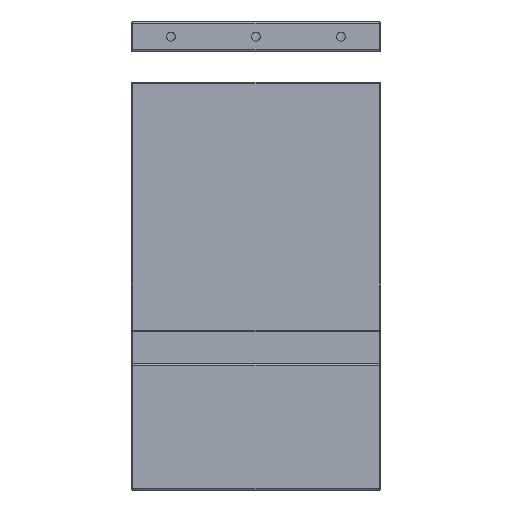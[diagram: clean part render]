
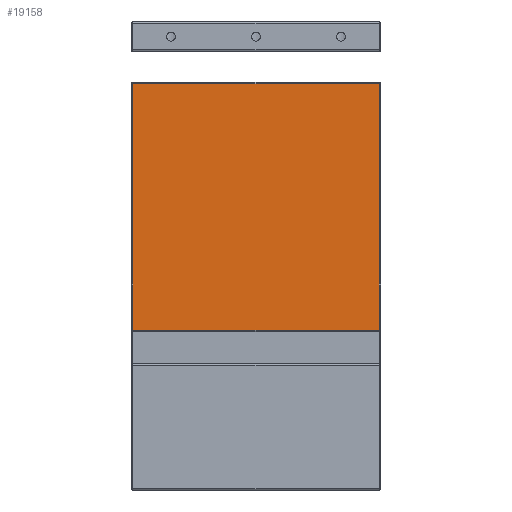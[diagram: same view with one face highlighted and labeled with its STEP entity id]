
A CAD part, front view. The second image highlights one B-rep face of the part: STEP entity #19158.
In plain terms, the highlighted planar face has unit normal (0, -1, 0).
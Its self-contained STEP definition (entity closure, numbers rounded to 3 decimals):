
#17908 = CYLINDRICAL_SURFACE('',#17909,0.5);
#17909 = AXIS2_PLACEMENT_3D('',#17910,#17911,#17912);
#17910 = CARTESIAN_POINT('',(-37.5,-74.5,42.));
#17911 = DIRECTION('',(1.,0.,0.));
#17912 = DIRECTION('',(0.,0.,1.));
#18299 = VERTEX_POINT('',#18300);
#18300 = CARTESIAN_POINT('',(-37.,-75.,42.));
#18320 = EDGE_CURVE('',#18299,#18321,#18323,.T.);
#18321 = VERTEX_POINT('',#18322);
#18322 = CARTESIAN_POINT('',(47.,-75.,42.));
#18323 = SURFACE_CURVE('',#18324,(#18328,#18334),.PCURVE_S1.);
#18324 = LINE('',#18325,#18326);
#18325 = CARTESIAN_POINT('',(-37.5,-75.,42.));
#18326 = VECTOR('',#18327,1.);
#18327 = DIRECTION('',(1.,0.,0.));
#18328 = PCURVE('',#17908,#18329);
#18329 = DEFINITIONAL_REPRESENTATION('',(#18330),#18333);
#18330 = B_SPLINE_CURVE_WITH_KNOTS('',1,(#18331,#18332),.UNSPECIFIED.,
  .F.,.F.,(2,2),(0.5,84.5),.PIECEWISE_BEZIER_KNOTS.);
#18331 = CARTESIAN_POINT('',(1.571,0.5));
#18332 = CARTESIAN_POINT('',(1.571,84.5));
#18333 = ( GEOMETRIC_REPRESENTATION_CONTEXT(2) 
PARAMETRIC_REPRESENTATION_CONTEXT() REPRESENTATION_CONTEXT('2D SPACE',''
  ) );
#18334 = PCURVE('',#18335,#18340);
#18335 = PLANE('',#18336);
#18336 = AXIS2_PLACEMENT_3D('',#18337,#18338,#18339);
#18337 = CARTESIAN_POINT('',(5.,-75.,0.));
#18338 = DIRECTION('',(0.,1.,0.));
#18339 = DIRECTION('',(0.,0.,1.));
#18340 = DEFINITIONAL_REPRESENTATION('',(#18341),#18345);
#18341 = LINE('',#18342,#18343);
#18342 = CARTESIAN_POINT('',(42.,-42.5));
#18343 = VECTOR('',#18344,1.);
#18344 = DIRECTION('',(0.,1.));
#18345 = ( GEOMETRIC_REPRESENTATION_CONTEXT(2) 
PARAMETRIC_REPRESENTATION_CONTEXT() REPRESENTATION_CONTEXT('2D SPACE',''
  ) );
#18764 = CYLINDRICAL_SURFACE('',#18765,0.5);
#18765 = AXIS2_PLACEMENT_3D('',#18766,#18767,#18768);
#18766 = CARTESIAN_POINT('',(-37.,-74.5,-42.5));
#18767 = DIRECTION('',(0.,0.,1.));
#18768 = DIRECTION('',(-1.,0.,0.));
#19063 = CYLINDRICAL_SURFACE('',#19064,0.5);
#19064 = AXIS2_PLACEMENT_3D('',#19065,#19066,#19067);
#19065 = CARTESIAN_POINT('',(47.,-74.5,42.5));
#19066 = DIRECTION('',(0.,0.,-1.));
#19067 = DIRECTION('',(0.,-1.,0.));
#19158 = ADVANCED_FACE('',(#19159),#18335,.F.);
#19159 = FACE_BOUND('',#19160,.F.);
#19160 = EDGE_LOOP('',(#19161,#19183,#19184,#19206));
#19161 = ORIENTED_EDGE('',*,*,#19162,.T.);
#19162 = EDGE_CURVE('',#19163,#18299,#19165,.T.);
#19163 = VERTEX_POINT('',#19164);
#19164 = CARTESIAN_POINT('',(-37.,-75.,-42.));
#19165 = SURFACE_CURVE('',#19166,(#19170,#19177),.PCURVE_S1.);
#19166 = LINE('',#19167,#19168);
#19167 = CARTESIAN_POINT('',(-37.,-75.,-42.5));
#19168 = VECTOR('',#19169,1.);
#19169 = DIRECTION('',(0.,0.,1.));
#19170 = PCURVE('',#18335,#19171);
#19171 = DEFINITIONAL_REPRESENTATION('',(#19172),#19176);
#19172 = LINE('',#19173,#19174);
#19173 = CARTESIAN_POINT('',(-42.5,-42.));
#19174 = VECTOR('',#19175,1.);
#19175 = DIRECTION('',(1.,0.));
#19176 = ( GEOMETRIC_REPRESENTATION_CONTEXT(2) 
PARAMETRIC_REPRESENTATION_CONTEXT() REPRESENTATION_CONTEXT('2D SPACE',''
  ) );
#19177 = PCURVE('',#18764,#19178);
#19178 = DEFINITIONAL_REPRESENTATION('',(#19179),#19182);
#19179 = B_SPLINE_CURVE_WITH_KNOTS('',1,(#19180,#19181),.UNSPECIFIED.,
  .F.,.F.,(2,2),(0.5,84.5),.PIECEWISE_BEZIER_KNOTS.);
#19180 = CARTESIAN_POINT('',(1.571,0.5));
#19181 = CARTESIAN_POINT('',(1.571,84.5));
#19182 = ( GEOMETRIC_REPRESENTATION_CONTEXT(2) 
PARAMETRIC_REPRESENTATION_CONTEXT() REPRESENTATION_CONTEXT('2D SPACE',''
  ) );
#19183 = ORIENTED_EDGE('',*,*,#18320,.T.);
#19184 = ORIENTED_EDGE('',*,*,#19185,.T.);
#19185 = EDGE_CURVE('',#18321,#19186,#19188,.T.);
#19186 = VERTEX_POINT('',#19187);
#19187 = CARTESIAN_POINT('',(47.,-75.,-42.));
#19188 = SURFACE_CURVE('',#19189,(#19193,#19200),.PCURVE_S1.);
#19189 = LINE('',#19190,#19191);
#19190 = CARTESIAN_POINT('',(47.,-75.,42.5));
#19191 = VECTOR('',#19192,1.);
#19192 = DIRECTION('',(0.,0.,-1.));
#19193 = PCURVE('',#18335,#19194);
#19194 = DEFINITIONAL_REPRESENTATION('',(#19195),#19199);
#19195 = LINE('',#19196,#19197);
#19196 = CARTESIAN_POINT('',(42.5,42.));
#19197 = VECTOR('',#19198,1.);
#19198 = DIRECTION('',(-1.,0.));
#19199 = ( GEOMETRIC_REPRESENTATION_CONTEXT(2) 
PARAMETRIC_REPRESENTATION_CONTEXT() REPRESENTATION_CONTEXT('2D SPACE',''
  ) );
#19200 = PCURVE('',#19063,#19201);
#19201 = DEFINITIONAL_REPRESENTATION('',(#19202),#19205);
#19202 = B_SPLINE_CURVE_WITH_KNOTS('',1,(#19203,#19204),.UNSPECIFIED.,
  .F.,.F.,(2,2),(0.5,84.5),.PIECEWISE_BEZIER_KNOTS.);
#19203 = CARTESIAN_POINT('',(0.,0.5));
#19204 = CARTESIAN_POINT('',(0.,84.5));
#19205 = ( GEOMETRIC_REPRESENTATION_CONTEXT(2) 
PARAMETRIC_REPRESENTATION_CONTEXT() REPRESENTATION_CONTEXT('2D SPACE',''
  ) );
#19206 = ORIENTED_EDGE('',*,*,#19207,.T.);
#19207 = EDGE_CURVE('',#19186,#19163,#19208,.T.);
#19208 = SURFACE_CURVE('',#19209,(#19213,#19220),.PCURVE_S1.);
#19209 = LINE('',#19210,#19211);
#19210 = CARTESIAN_POINT('',(47.5,-75.,-42.));
#19211 = VECTOR('',#19212,1.);
#19212 = DIRECTION('',(-1.,0.,0.));
#19213 = PCURVE('',#18335,#19214);
#19214 = DEFINITIONAL_REPRESENTATION('',(#19215),#19219);
#19215 = LINE('',#19216,#19217);
#19216 = CARTESIAN_POINT('',(-42.,42.5));
#19217 = VECTOR('',#19218,1.);
#19218 = DIRECTION('',(0.,-1.));
#19219 = ( GEOMETRIC_REPRESENTATION_CONTEXT(2) 
PARAMETRIC_REPRESENTATION_CONTEXT() REPRESENTATION_CONTEXT('2D SPACE',''
  ) );
#19220 = PCURVE('',#19221,#19226);
#19221 = CYLINDRICAL_SURFACE('',#19222,0.5);
#19222 = AXIS2_PLACEMENT_3D('',#19223,#19224,#19225);
#19223 = CARTESIAN_POINT('',(47.5,-74.5,-42.));
#19224 = DIRECTION('',(-1.,0.,0.));
#19225 = DIRECTION('',(0.,-1.,0.));
#19226 = DEFINITIONAL_REPRESENTATION('',(#19227),#19230);
#19227 = B_SPLINE_CURVE_WITH_KNOTS('',1,(#19228,#19229),.UNSPECIFIED.,
  .F.,.F.,(2,2),(0.5,84.5),.PIECEWISE_BEZIER_KNOTS.);
#19228 = CARTESIAN_POINT('',(0.,0.5));
#19229 = CARTESIAN_POINT('',(0.,84.5));
#19230 = ( GEOMETRIC_REPRESENTATION_CONTEXT(2) 
PARAMETRIC_REPRESENTATION_CONTEXT() REPRESENTATION_CONTEXT('2D SPACE',''
  ) );
